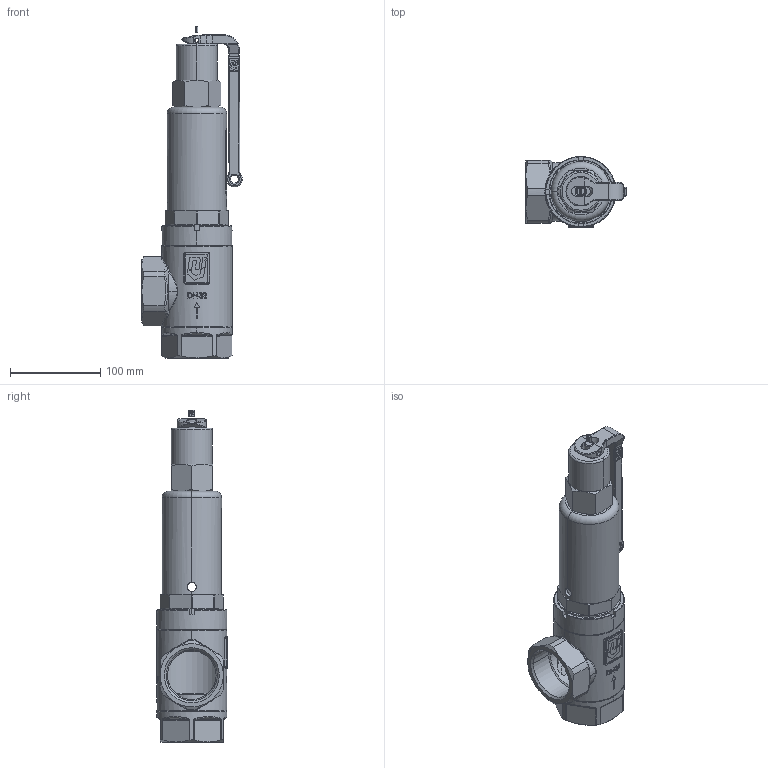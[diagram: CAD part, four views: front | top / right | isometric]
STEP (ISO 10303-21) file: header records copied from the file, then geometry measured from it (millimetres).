
FILE_DESCRIPTION(('HOOPS Exchange Step'),'2;1');
FILE_NAME('SV04-08-06-10-DN50-IG-Hebel.stp','2026-01-23T11:54:33+01:00',('nieru'),('Unknown organisation'),'HOOPS Exchange 2024.2','HOOPS Exchange','Unknown authorisation');
FILE_SCHEMA( ('AP203_CONFIGURATION_CONTROLLED_3D_DESIGN_OF_MECHANICAL_PARTS_AND_ASSEMBLIES_MIM_LF') );
Length unit declared in the file: millimetre
Products named in the file (2): 0; root
Assembly tree (1 placements, depth 2):
  root
    0
Bounding box: 111.2 x 78.5 x 368.03 mm (x, y, z)
Volume: 472095.6 mm3; surface area: 202372.7 mm2
Topology: 10 solids, 10 shells, 957 faces, 2401 edges, 1499 vertices
Faces by surface type: plane 362, cylinder 251, bspline 150, torus 93, cone 91, sphere 10
Entity records: 41733 total; most frequent: CARTESIAN_POINT 20410, ORIENTED_EDGE 4798, DIRECTION 3863, EDGE_CURVE 2399, VERTEX_POINT 1499, AXIS2_PLACEMENT_3D 1448, EDGE_LOOP 1024, FACE_BOUND 1024
